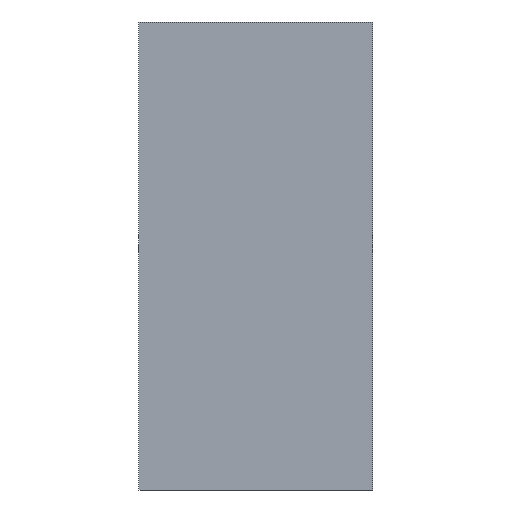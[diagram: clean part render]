
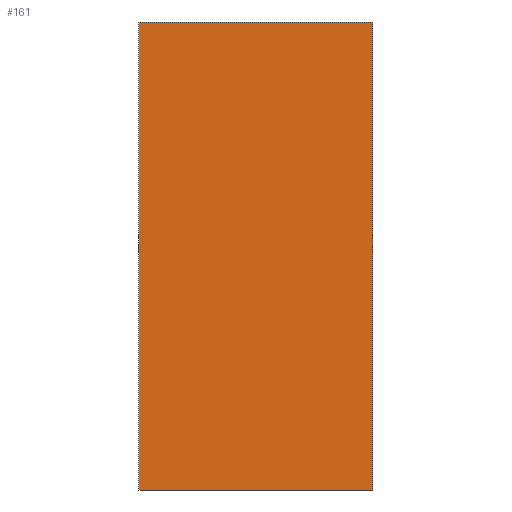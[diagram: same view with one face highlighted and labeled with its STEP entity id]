
A CAD part, front view. The second image highlights one B-rep face of the part: STEP entity #161.
In plain terms, the highlighted planar face has unit normal (0, -1, 0).
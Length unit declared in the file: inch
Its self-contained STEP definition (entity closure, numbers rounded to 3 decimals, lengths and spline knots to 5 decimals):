
#5 = FACE_OUTER_BOUND ( 'NONE', #138, .T. ) ;
#10 = VECTOR ( 'NONE', #89, 39.37008 ) ;
#11 = AXIS2_PLACEMENT_3D ( 'NONE', #95, #91, #92 ) ;
#59 = DIRECTION ( 'NONE',  ( 1., 0., 0. ) ) ;
#60 = CARTESIAN_POINT ( 'NONE',  ( 0.375, 0., 0. ) ) ;
#61 = LINE ( 'NONE', #60, #198 ) ;
#71 = DIRECTION ( 'NONE',  ( 0., 0., -1. ) ) ;
#72 = CARTESIAN_POINT ( 'NONE',  ( 0.375, 0., -0.75 ) ) ;
#73 = LINE ( 'NONE', #72, #207 ) ;
#80 = DIRECTION ( 'NONE',  ( -1., 0., 0. ) ) ;
#81 = CARTESIAN_POINT ( 'NONE',  ( 0., 0., -0.75 ) ) ;
#82 = LINE ( 'NONE', #81, #196 ) ;
#88 = CARTESIAN_POINT ( 'NONE',  ( 0., 0., 0. ) ) ;
#89 = DIRECTION ( 'NONE',  ( 0., 0., 1. ) ) ;
#91 = DIRECTION ( 'NONE',  ( 0., -1., 0. ) ) ;
#92 = DIRECTION ( 'NONE',  ( 0., 0., -1. ) ) ;
#93 = LINE ( 'NONE', #88, #10 ) ;
#95 = CARTESIAN_POINT ( 'NONE',  ( 0., 0., 0. ) ) ;
#96 = PLANE ( 'NONE',  #11 ) ;
#110 = CARTESIAN_POINT ( 'NONE',  ( 0., 0., -0.75 ) ) ;
#112 = CARTESIAN_POINT ( 'NONE',  ( 0.375, 0., -0.75 ) ) ;
#114 = CARTESIAN_POINT ( 'NONE',  ( 0.375, 0., 0. ) ) ;
#115 = CARTESIAN_POINT ( 'NONE',  ( 0., 0., 0. ) ) ;
#130 = VERTEX_POINT ( 'NONE', #115 ) ;
#131 = VERTEX_POINT ( 'NONE', #114 ) ;
#133 = VERTEX_POINT ( 'NONE', #112 ) ;
#135 = VERTEX_POINT ( 'NONE', #110 ) ;
#138 = EDGE_LOOP ( 'NONE', ( #146, #145, #144, #147 ) ) ;
#144 = ORIENTED_EDGE ( 'NONE', *, *, #164, .F. ) ;
#145 = ORIENTED_EDGE ( 'NONE', *, *, #162, .F. ) ;
#146 = ORIENTED_EDGE ( 'NONE', *, *, #171, .F. ) ;
#147 = ORIENTED_EDGE ( 'NONE', *, *, #167, .F. ) ;
#161 = ADVANCED_FACE ( 'NONE', ( #5 ), #96, .T. ) ;
#162 = EDGE_CURVE ( 'NONE', #135, #130, #93, .T. ) ;
#164 = EDGE_CURVE ( 'NONE', #133, #135, #82, .T. ) ;
#167 = EDGE_CURVE ( 'NONE', #131, #133, #73, .T. ) ;
#171 = EDGE_CURVE ( 'NONE', #130, #131, #61, .T. ) ;
#196 = VECTOR ( 'NONE', #80, 39.37008 ) ;
#198 = VECTOR ( 'NONE', #59, 39.37008 ) ;
#207 = VECTOR ( 'NONE', #71, 39.37008 ) ;
